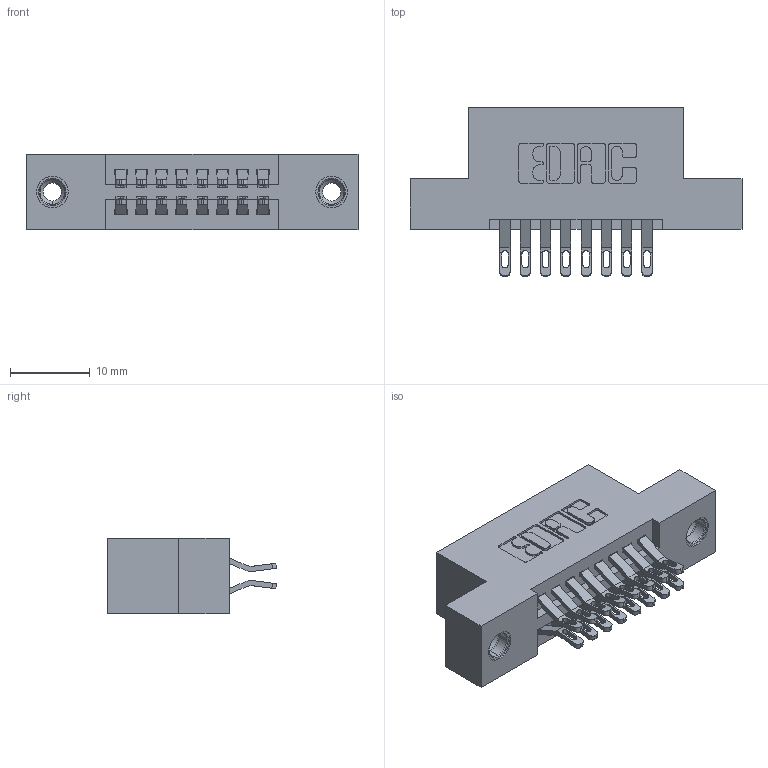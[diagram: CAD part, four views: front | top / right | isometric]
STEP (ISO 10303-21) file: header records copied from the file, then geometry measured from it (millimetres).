
FILE_DESCRIPTION (( 'STEP AP203' ), '1' );
FILE_NAME ('345-016-555-208.STEP', '2019-10-27T04:39:15', ( '' ), ( '' ), 'SwSTEP 2.0', 'SolidWorks 2016', '' );
FILE_SCHEMA (( 'CONFIG_CONTROL_DESIGN' ));
Length unit declared in the file: inch
Products named in the file (4): 345-250-001_345-250-003-102; 345-016-555-208; 345-292-001_555 Tail; 345 Part_Flush Mounting Lugs - 0.156 Dia-TI
Assembly tree (19 placements, depth 2):
  345-016-555-208
    345 Part_Flush Mounting Lugs - 0.156 Dia-TI
    345-292-001_555 Tail  x16
    345-250-001_345-250-003-102  x2
Bounding box: 41.53 x 21.13 x 9.4 mm (x, y, z)
Volume: 3758.5 mm3; surface area: 5072 mm2
Topology: 19 solids, 19 shells, 1082 faces, 3309 edges, 2198 vertices
Faces by surface type: plane 608, cylinder 458, cone 12, torus 4
Entity records: 12366 total; most frequent: CARTESIAN_POINT 2121, ORIENTED_EDGE 2018, DIRECTION 1907, EDGE_CURVE 1009, LINE 805, VECTOR 805, VERTEX_POINT 668, AXIS2_PLACEMENT_3D 551
